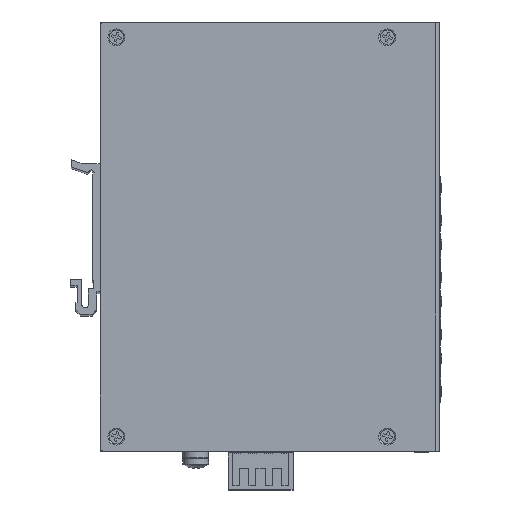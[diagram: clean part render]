
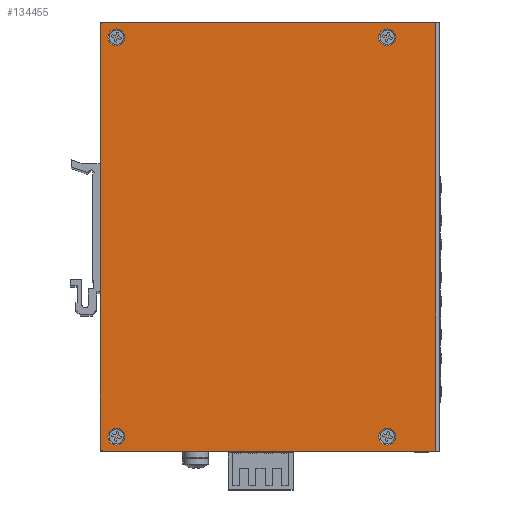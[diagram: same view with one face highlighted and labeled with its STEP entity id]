
A CAD part, top view. The second image highlights one B-rep face of the part: STEP entity #134455.
In plain terms, the highlighted planar face has unit normal (0, 0, 1).
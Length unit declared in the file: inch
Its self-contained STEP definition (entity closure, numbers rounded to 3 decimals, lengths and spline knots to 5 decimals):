
#664 = CARTESIAN_POINT ( 'NONE',  ( 2.39114, 2.6022, -5.6516 ) ) ;
#1166 = DIRECTION ( 'NONE',  ( 0., 0., -1. ) ) ;
#1879 = LINE ( 'NONE', #37058, #128772 ) ;
#2109 = VERTEX_POINT ( 'NONE', #6275 ) ;
#4070 = DIRECTION ( 'NONE',  ( -1., 0., 0. ) ) ;
#4938 = VERTEX_POINT ( 'NONE', #81159 ) ;
#6275 = CARTESIAN_POINT ( 'NONE',  ( 5.81835, -2.45669, -5.6516 ) ) ;
#6961 = CARTESIAN_POINT ( 'NONE',  ( 2.5887, 2.45669, -5.6516 ) ) ;
#9519 = EDGE_CURVE ( 'NONE', #4938, #63220, #129123, .T. ) ;
#9838 = AXIS2_PLACEMENT_3D ( 'NONE', #25312, #56437, #121633 ) ;
#12256 = ORIENTED_EDGE ( 'NONE', *, *, #107582, .T. ) ;
#15063 = DIRECTION ( 'NONE',  ( 1., 0., 0. ) ) ;
#19508 = CARTESIAN_POINT ( 'NONE',  ( 2.4837, -2.45669, -5.6516 ) ) ;
#19888 = EDGE_LOOP ( 'NONE', ( #120496 ) ) ;
#21601 = DIRECTION ( 'NONE',  ( 0., 0., -1. ) ) ;
#22427 = EDGE_CURVE ( 'NONE', #63079, #63079, #97677, .T. ) ;
#22443 = FACE_BOUND ( 'NONE', #121925, .T. ) ;
#22896 = VERTEX_POINT ( 'NONE', #32682 ) ;
#25312 = CARTESIAN_POINT ( 'NONE',  ( 5.92335, -2.45669, -5.6516 ) ) ;
#25819 = FACE_BOUND ( 'NONE', #134052, .T. ) ;
#27929 = VECTOR ( 'NONE', #33825, 39.37008 ) ;
#29191 = ORIENTED_EDGE ( 'NONE', *, *, #9519, .T. ) ;
#29349 = VERTEX_POINT ( 'NONE', #135461 ) ;
#29674 = CARTESIAN_POINT ( 'NONE',  ( 2.39114, -2.5978, -5.6516 ) ) ;
#29990 = ORIENTED_EDGE ( 'NONE', *, *, #113788, .T. ) ;
#32682 = CARTESIAN_POINT ( 'NONE',  ( 2.4837, 2.45669, -5.6516 ) ) ;
#33281 = EDGE_LOOP ( 'NONE', ( #12256 ) ) ;
#33825 = DIRECTION ( 'NONE',  ( 0., -1., 0. ) ) ;
#34188 = DIRECTION ( 'NONE',  ( -1., 0., 0. ) ) ;
#35821 = CARTESIAN_POINT ( 'NONE',  ( 2.39114, -2.6378, -5.6516 ) ) ;
#36862 = EDGE_CURVE ( 'NONE', #104040, #29349, #138873, .T. ) ;
#37058 = CARTESIAN_POINT ( 'NONE',  ( 2.39114, 2.6422, -5.6516 ) ) ;
#38595 = AXIS2_PLACEMENT_3D ( 'NONE', #6961, #81716, #114708 ) ;
#42343 = LINE ( 'NONE', #35821, #65924 ) ;
#42371 = DIRECTION ( 'NONE',  ( -1., 0., 0. ) ) ;
#42773 = FACE_BOUND ( 'NONE', #33281, .T. ) ;
#46013 = CARTESIAN_POINT ( 'NONE',  ( 2.39114, 2.6422, -5.6516 ) ) ;
#48693 = CARTESIAN_POINT ( 'NONE',  ( 2.43114, 2.6022, -5.6516 ) ) ;
#49046 = VERTEX_POINT ( 'NONE', #72249 ) ;
#54537 = EDGE_CURVE ( 'NONE', #49046, #94675, #125433, .T. ) ;
#55537 = ORIENTED_EDGE ( 'NONE', *, *, #112229, .T. ) ;
#56437 = DIRECTION ( 'NONE',  ( 0., 0., -1. ) ) ;
#56473 = EDGE_CURVE ( 'NONE', #4938, #49046, #1879, .T. ) ;
#56946 = CARTESIAN_POINT ( 'NONE',  ( 2.39114, 2.6422, -5.6516 ) ) ;
#61303 = FACE_BOUND ( 'NONE', #19888, .T. ) ;
#61610 = CARTESIAN_POINT ( 'NONE',  ( 2.43114, -2.5978, -5.6516 ) ) ;
#62514 = EDGE_CURVE ( 'NONE', #2109, #2109, #64480, .T. ) ;
#63079 = VERTEX_POINT ( 'NONE', #113108 ) ;
#63220 = VERTEX_POINT ( 'NONE', #664 ) ;
#64413 = DIRECTION ( 'NONE',  ( 0., -1., 0. ) ) ;
#64480 = CIRCLE ( 'NONE', #9838, 0.105 ) ;
#65924 = VECTOR ( 'NONE', #15063, 39.37008 ) ;
#66714 = DIRECTION ( 'NONE',  ( 0., 0., 1. ) ) ;
#69477 = DIRECTION ( 'NONE',  ( -1., 0., 0. ) ) ;
#72249 = CARTESIAN_POINT ( 'NONE',  ( 6.51914, 2.6422, -5.6516 ) ) ;
#76167 = EDGE_LOOP ( 'NONE', ( #125620, #29191, #29990, #133364, #55537, #107387 ) ) ;
#78393 = ORIENTED_EDGE ( 'NONE', *, *, #135366, .T. ) ;
#79781 = VECTOR ( 'NONE', #64413, 39.37008 ) ;
#81159 = CARTESIAN_POINT ( 'NONE',  ( 2.43114, 2.6422, -5.6516 ) ) ;
#81716 = DIRECTION ( 'NONE',  ( 0., 0., -1. ) ) ;
#86233 = AXIS2_PLACEMENT_3D ( 'NONE', #61610, #66714, #95507 ) ;
#89216 = DIRECTION ( 'NONE',  ( 0., 0., -1. ) ) ;
#94675 = VERTEX_POINT ( 'NONE', #101021 ) ;
#94843 = CIRCLE ( 'NONE', #38595, 0.105 ) ;
#95507 = DIRECTION ( 'NONE',  ( -1., 0., 0. ) ) ;
#97677 = CIRCLE ( 'NONE', #137539, 0.105 ) ;
#98404 = AXIS2_PLACEMENT_3D ( 'NONE', #48693, #114813, #69477 ) ;
#101021 = CARTESIAN_POINT ( 'NONE',  ( 6.51914, -2.6378, -5.6516 ) ) ;
#104040 = VERTEX_POINT ( 'NONE', #29674 ) ;
#107119 = CARTESIAN_POINT ( 'NONE',  ( 5.92335, 2.45669, -5.6516 ) ) ;
#107387 = ORIENTED_EDGE ( 'NONE', *, *, #54537, .F. ) ;
#107582 = EDGE_CURVE ( 'NONE', #110198, #110198, #112917, .T. ) ;
#110198 = VERTEX_POINT ( 'NONE', #19508 ) ;
#110455 = CARTESIAN_POINT ( 'NONE',  ( 2.5887, -2.45669, -5.6516 ) ) ;
#110803 = DIRECTION ( 'NONE',  ( 1., 0., 0. ) ) ;
#111701 = CARTESIAN_POINT ( 'NONE',  ( 6.51914, 2.6422, -5.6516 ) ) ;
#112229 = EDGE_CURVE ( 'NONE', #29349, #94675, #42343, .T. ) ;
#112917 = CIRCLE ( 'NONE', #114099, 0.105 ) ;
#113108 = CARTESIAN_POINT ( 'NONE',  ( 5.81835, 2.45669, -5.6516 ) ) ;
#113788 = EDGE_CURVE ( 'NONE', #63220, #104040, #114440, .T. ) ;
#114099 = AXIS2_PLACEMENT_3D ( 'NONE', #110455, #89216, #4070 ) ;
#114440 = LINE ( 'NONE', #56946, #27929 ) ;
#114708 = DIRECTION ( 'NONE',  ( -1., 0., 0. ) ) ;
#114813 = DIRECTION ( 'NONE',  ( 0., 0., 1. ) ) ;
#120496 = ORIENTED_EDGE ( 'NONE', *, *, #22427, .T. ) ;
#121102 = PLANE ( 'NONE',  #133644 ) ;
#121633 = DIRECTION ( 'NONE',  ( -1., 0., 0. ) ) ;
#121925 = EDGE_LOOP ( 'NONE', ( #78393 ) ) ;
#124041 = ORIENTED_EDGE ( 'NONE', *, *, #62514, .T. ) ;
#125433 = LINE ( 'NONE', #111701, #79781 ) ;
#125620 = ORIENTED_EDGE ( 'NONE', *, *, #56473, .F. ) ;
#128772 = VECTOR ( 'NONE', #110803, 39.37008 ) ;
#129123 = CIRCLE ( 'NONE', #98404, 0.04 ) ;
#133364 = ORIENTED_EDGE ( 'NONE', *, *, #36862, .T. ) ;
#133644 = AXIS2_PLACEMENT_3D ( 'NONE', #46013, #1166, #34188 ) ;
#134052 = EDGE_LOOP ( 'NONE', ( #124041 ) ) ;
#134455 = ADVANCED_FACE ( 'NONE', ( #25819, #42773, #22443, #61303, #137441 ), #121102, .F. ) ;
#135366 = EDGE_CURVE ( 'NONE', #22896, #22896, #94843, .T. ) ;
#135461 = CARTESIAN_POINT ( 'NONE',  ( 2.43114, -2.6378, -5.6516 ) ) ;
#137441 = FACE_OUTER_BOUND ( 'NONE', #76167, .T. ) ;
#137539 = AXIS2_PLACEMENT_3D ( 'NONE', #107119, #21601, #42371 ) ;
#138873 = CIRCLE ( 'NONE', #86233, 0.04 ) ;
